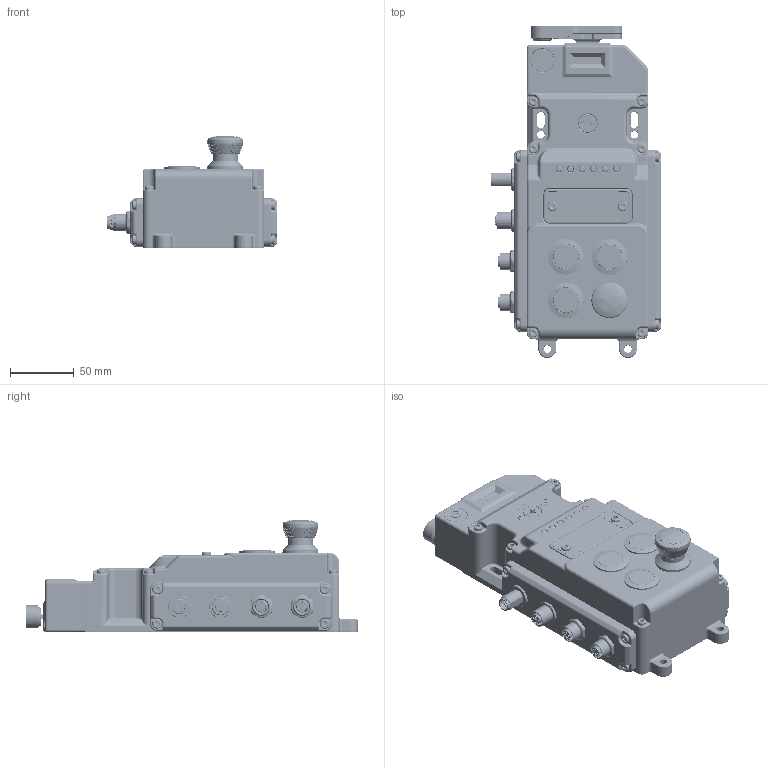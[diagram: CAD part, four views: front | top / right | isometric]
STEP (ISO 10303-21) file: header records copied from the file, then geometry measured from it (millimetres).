
FILE_DESCRIPTION (( 'STEP AP214' ), '1' );
FILE_NAME ('UGB-NET-528105.STEP', '2025-07-01T13:52:52', ( '' ), ( '' ), 'SwSTEP 2.0', 'SolidWorks 2024', '' );
FILE_SCHEMA (( 'AUTOMOTIVE_DESIGN' ));
Length unit declared in the file: millimetre
Products named in the file (1): UGB-NET-528105
Bounding box: 133.1 x 259.5 x 87.76 mm (x, y, z)
Volume: 1283072 mm3; surface area: 131011 mm2
Topology: 7 solids, 65 shells, 4885 faces, 11562 edges, 6891 vertices
Faces by surface type: cylinder 1813, plane 1412, torus 882, cone 519, bspline 194, sphere 65
Full cylindrical faces by diameter (mm): 14.5 x1, 18.2 x1, 27.9 x3, 28.102 x1
Entity records: 155222 total; most frequent: CARTESIAN_POINT 42152, DIRECTION 25822, ORIENTED_EDGE 22880, EDGE_CURVE 11440, AXIS2_PLACEMENT_3D 10959, VERTEX_POINT 6883, CIRCLE 6267, EDGE_LOOP 5175
